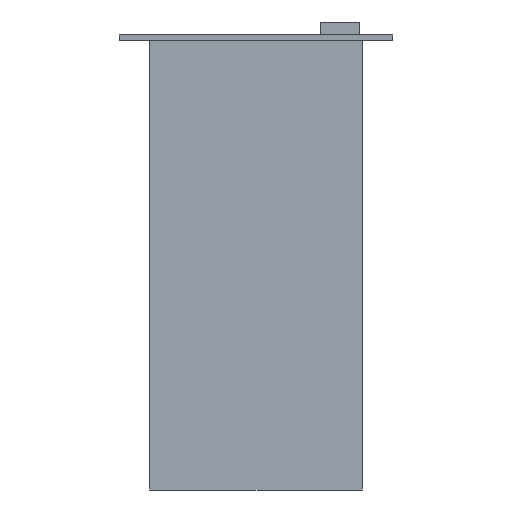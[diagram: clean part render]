
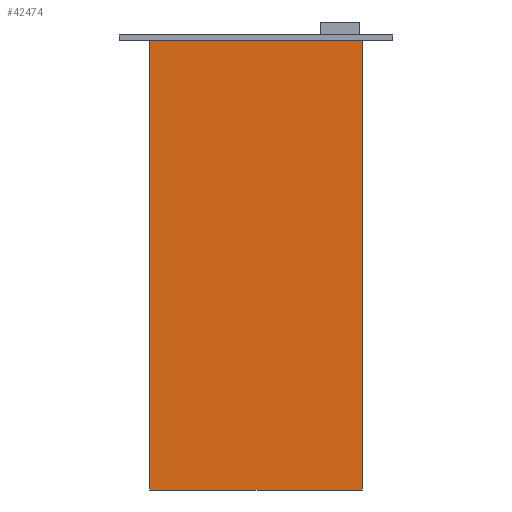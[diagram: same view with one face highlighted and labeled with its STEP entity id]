
A CAD part, front view. The second image highlights one B-rep face of the part: STEP entity #42474.
In plain terms, the highlighted planar face has unit normal (0, -1, 0).
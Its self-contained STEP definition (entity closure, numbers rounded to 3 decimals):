
#373 = VERTEX_POINT ( 'NONE', #91823 ) ;
#8518 = CARTESIAN_POINT ( 'NONE',  ( -61.5, -50., -3. ) ) ;
#10609 = CARTESIAN_POINT ( 'NONE',  ( 61.5, -50., -263. ) ) ;
#11218 = CARTESIAN_POINT ( 'NONE',  ( -61.5, -50., -263. ) ) ;
#12826 = EDGE_CURVE ( 'NONE', #88813, #373, #87269, .T. ) ;
#15673 = VECTOR ( 'NONE', #71290, 1000. ) ;
#17631 = DIRECTION ( 'NONE',  ( 0., 1., 0. ) ) ;
#20899 = VERTEX_POINT ( 'NONE', #29054 ) ;
#22912 = ORIENTED_EDGE ( 'NONE', *, *, #74529, .T. ) ;
#29054 = CARTESIAN_POINT ( 'NONE',  ( 61.5, -50., -3. ) ) ;
#33488 = LINE ( 'NONE', #10609, #15673 ) ;
#33615 = LINE ( 'NONE', #11218, #34609 ) ;
#34609 = VECTOR ( 'NONE', #41552, 1000. ) ;
#37567 = ORIENTED_EDGE ( 'NONE', *, *, #73614, .T. ) ;
#41552 = DIRECTION ( 'NONE',  ( -1., 0., 0. ) ) ;
#42474 = ADVANCED_FACE ( 'NONE', ( #48933 ), #94298, .F. ) ;
#44620 = AXIS2_PLACEMENT_3D ( 'NONE', #93339, #17631, #56855 ) ;
#46821 = VERTEX_POINT ( 'NONE', #77585 ) ;
#48933 = FACE_OUTER_BOUND ( 'NONE', #71086, .T. ) ;
#53563 = VECTOR ( 'NONE', #63737, 1000. ) ;
#55286 = EDGE_CURVE ( 'NONE', #46821, #88813, #33615, .T. ) ;
#56855 = DIRECTION ( 'NONE',  ( -1., 0., 0. ) ) ;
#60280 = VECTOR ( 'NONE', #83777, 1000. ) ;
#63737 = DIRECTION ( 'NONE',  ( 0., 0., 1. ) ) ;
#71086 = EDGE_LOOP ( 'NONE', ( #22912, #82862, #87091, #37567 ) ) ;
#71290 = DIRECTION ( 'NONE',  ( 0., 0., 1. ) ) ;
#71670 = CARTESIAN_POINT ( 'NONE',  ( -61.5, -50., -263. ) ) ;
#73614 = EDGE_CURVE ( 'NONE', #46821, #20899, #33488, .T. ) ;
#74529 = EDGE_CURVE ( 'NONE', #20899, #373, #91233, .T. ) ;
#77585 = CARTESIAN_POINT ( 'NONE',  ( 61.5, -50., -263. ) ) ;
#82862 = ORIENTED_EDGE ( 'NONE', *, *, #12826, .F. ) ;
#83777 = DIRECTION ( 'NONE',  ( -1., 0., 0. ) ) ;
#87091 = ORIENTED_EDGE ( 'NONE', *, *, #55286, .F. ) ;
#87269 = LINE ( 'NONE', #95148, #53563 ) ;
#88813 = VERTEX_POINT ( 'NONE', #71670 ) ;
#91233 = LINE ( 'NONE', #8518, #60280 ) ;
#91823 = CARTESIAN_POINT ( 'NONE',  ( -61.5, -50., -3. ) ) ;
#93339 = CARTESIAN_POINT ( 'NONE',  ( -61.5, -50., -263. ) ) ;
#94298 = PLANE ( 'NONE',  #44620 ) ;
#95148 = CARTESIAN_POINT ( 'NONE',  ( -61.5, -50., -263. ) ) ;
